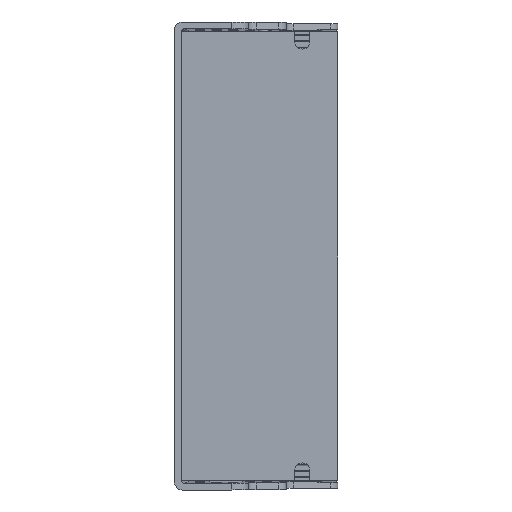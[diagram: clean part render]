
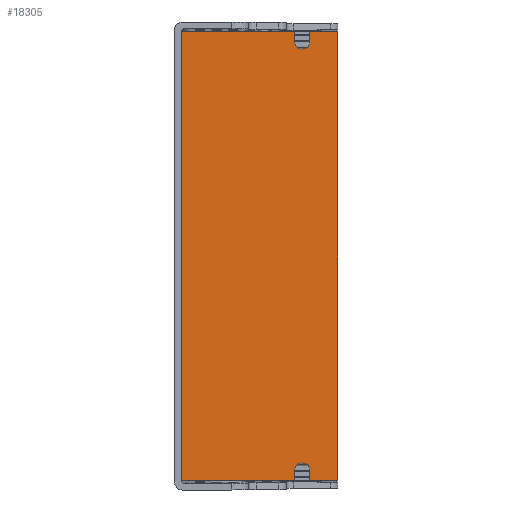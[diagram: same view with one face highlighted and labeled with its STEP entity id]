
A CAD part, left-side view. The second image highlights one B-rep face of the part: STEP entity #18305.
In plain terms, the highlighted planar face has unit normal (-1, 0, 0).
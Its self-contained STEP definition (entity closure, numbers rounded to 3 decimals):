
#63 = CARTESIAN_POINT ( 'NONE',  ( -175.009, -50.451, -118.165 ) ) ;
#269 = CARTESIAN_POINT ( 'NONE',  ( -175.009, -88.701, -115.165 ) ) ;
#1390 = EDGE_CURVE ( 'NONE', #16472, #43012, #37551, .T. ) ;
#1741 = CARTESIAN_POINT ( 'NONE',  ( -175.009, -50.451, 15.835 ) ) ;
#2909 = CARTESIAN_POINT ( 'NONE',  ( -175.009, -88.701, -118.165 ) ) ;
#3528 = VECTOR ( 'NONE', #15506, 1000. ) ;
#4163 = VERTEX_POINT ( 'NONE', #269 ) ;
#5008 = CARTESIAN_POINT ( 'NONE',  ( -175.009, -81.598, -118.165 ) ) ;
#6384 = CARTESIAN_POINT ( 'NONE',  ( -175.009, -81.598, 15.835 ) ) ;
#6745 = CARTESIAN_POINT ( 'NONE',  ( -175.009, -88.701, 12.835 ) ) ;
#7359 = CARTESIAN_POINT ( 'NONE',  ( -175.009, -81.598, 15.835 ) ) ;
#7697 = EDGE_CURVE ( 'NONE', #19194, #58643, #16913, .T. ) ;
#8555 = LINE ( 'NONE', #56876, #35379 ) ;
#8884 = FACE_OUTER_BOUND ( 'NONE', #31041, .T. ) ;
#10068 = CARTESIAN_POINT ( 'NONE',  ( -175.009, -88.701, -122.176 ) ) ;
#10191 = CARTESIAN_POINT ( 'NONE',  ( -175.009, -84.201, -122.176 ) ) ;
#10272 = VECTOR ( 'NONE', #24960, 1000. ) ;
#11061 = CARTESIAN_POINT ( 'NONE',  ( -175.009, -84.201, -115.165 ) ) ;
#11206 = AXIS2_PLACEMENT_3D ( 'NONE', #42472, #12289, #47478 ) ;
#11390 = DIRECTION ( 'NONE',  ( 0., 0., 1. ) ) ;
#11413 = CARTESIAN_POINT ( 'NONE',  ( -175.009, -86.451, -112.915 ) ) ;
#11518 = EDGE_CURVE ( 'NONE', #51545, #42738, #38043, .T. ) ;
#11792 = DIRECTION ( 'NONE',  ( 0., 0., -1. ) ) ;
#12289 = DIRECTION ( 'NONE',  ( -1., 0., 0. ) ) ;
#12598 = ORIENTED_EDGE ( 'NONE', *, *, #16297, .T. ) ;
#15506 = DIRECTION ( 'NONE',  ( 0., 0., -1. ) ) ;
#16099 = EDGE_CURVE ( 'NONE', #16938, #24751, #60478, .T. ) ;
#16297 = EDGE_CURVE ( 'NONE', #19342, #16472, #60421, .T. ) ;
#16301 = PLANE ( 'NONE',  #63251 ) ;
#16472 = VERTEX_POINT ( 'NONE', #33353 ) ;
#16913 = LINE ( 'NONE', #10191, #3528 ) ;
#16938 = VERTEX_POINT ( 'NONE', #6745 ) ;
#17291 = ORIENTED_EDGE ( 'NONE', *, *, #1390, .T. ) ;
#18305 = ADVANCED_FACE ( 'NONE', ( #8884 ), #16301, .T. ) ;
#18327 = DIRECTION ( 'NONE',  ( 0., 1., 0. ) ) ;
#19187 = CARTESIAN_POINT ( 'NONE',  ( -175.009, -86.451, -115.165 ) ) ;
#19194 = VERTEX_POINT ( 'NONE', #11061 ) ;
#19342 = VERTEX_POINT ( 'NONE', #43433 ) ;
#20439 = DIRECTION ( 'NONE',  ( 0., 0., 1. ) ) ;
#21091 = VERTEX_POINT ( 'NONE', #26722 ) ;
#22808 = CIRCLE ( 'NONE', #23857, 2.25 ) ;
#23693 = LINE ( 'NONE', #34863, #10272 ) ;
#23857 = AXIS2_PLACEMENT_3D ( 'NONE', #19187, #54363, #24236 ) ;
#23893 = DIRECTION ( 'NONE',  ( -1., 0., 0. ) ) ;
#24015 = EDGE_CURVE ( 'NONE', #57790, #19194, #22808, .T. ) ;
#24236 = DIRECTION ( 'NONE',  ( 0., 0., -1. ) ) ;
#24697 = EDGE_CURVE ( 'NONE', #58643, #43012, #62700, .T. ) ;
#24714 = VECTOR ( 'NONE', #18327, 1000. ) ;
#24751 = VERTEX_POINT ( 'NONE', #35756 ) ;
#24960 = DIRECTION ( 'NONE',  ( 0., 1., 0. ) ) ;
#25340 = ORIENTED_EDGE ( 'NONE', *, *, #16099, .F. ) ;
#26722 = CARTESIAN_POINT ( 'NONE',  ( -175.009, -96.951, 15.835 ) ) ;
#26782 = DIRECTION ( 'NONE',  ( 0., 0., -1. ) ) ;
#27099 = ORIENTED_EDGE ( 'NONE', *, *, #54094, .F. ) ;
#31041 = EDGE_LOOP ( 'NONE', ( #27099, #12598, #17291, #34386, #51347, #58618, #50370, #62068, #49953, #53122, #35177, #25340, #33226 ) ) ;
#31195 = CARTESIAN_POINT ( 'NONE',  ( -175.009, -96.951, 15.835 ) ) ;
#33226 = ORIENTED_EDGE ( 'NONE', *, *, #45692, .F. ) ;
#33353 = CARTESIAN_POINT ( 'NONE',  ( -175.009, -50.451, 15.835 ) ) ;
#33771 = VECTOR ( 'NONE', #20439, 1000. ) ;
#34386 = ORIENTED_EDGE ( 'NONE', *, *, #24697, .F. ) ;
#34863 = CARTESIAN_POINT ( 'NONE',  ( -175.009, -81.598, 15.835 ) ) ;
#35153 = DIRECTION ( 'NONE',  ( 0., 1., 0. ) ) ;
#35177 = ORIENTED_EDGE ( 'NONE', *, *, #40690, .T. ) ;
#35379 = VECTOR ( 'NONE', #26782, 1000. ) ;
#35756 = CARTESIAN_POINT ( 'NONE',  ( -175.009, -88.701, 15.835 ) ) ;
#36220 = DIRECTION ( 'NONE',  ( 0., 0., -1. ) ) ;
#36713 = EDGE_CURVE ( 'NONE', #4163, #57790, #59933, .T. ) ;
#37551 = LINE ( 'NONE', #1741, #64318 ) ;
#37712 = AXIS2_PLACEMENT_3D ( 'NONE', #54039, #23893, #59057 ) ;
#37724 = DIRECTION ( 'NONE',  ( 0., 1., 0. ) ) ;
#38043 = LINE ( 'NONE', #38561, #24714 ) ;
#38561 = CARTESIAN_POINT ( 'NONE',  ( -175.009, -81.598, -118.165 ) ) ;
#40254 = DIRECTION ( 'NONE',  ( 0., 0., 1. ) ) ;
#40690 = EDGE_CURVE ( 'NONE', #21091, #24751, #23693, .T. ) ;
#41584 = DIRECTION ( 'NONE',  ( -1., 0., 0. ) ) ;
#41660 = VECTOR ( 'NONE', #36220, 1000. ) ;
#42472 = CARTESIAN_POINT ( 'NONE',  ( -175.009, -86.451, 12.835 ) ) ;
#42738 = VERTEX_POINT ( 'NONE', #2909 ) ;
#43012 = VERTEX_POINT ( 'NONE', #63 ) ;
#43263 = LINE ( 'NONE', #31195, #41660 ) ;
#43433 = CARTESIAN_POINT ( 'NONE',  ( -175.009, -84.201, 15.835 ) ) ;
#45692 = EDGE_CURVE ( 'NONE', #47932, #16938, #56473, .T. ) ;
#45967 = EDGE_CURVE ( 'NONE', #42738, #4163, #46902, .T. ) ;
#46902 = LINE ( 'NONE', #10068, #60280 ) ;
#47478 = DIRECTION ( 'NONE',  ( 0., 0., 1. ) ) ;
#47932 = VERTEX_POINT ( 'NONE', #64302 ) ;
#48645 = VECTOR ( 'NONE', #37724, 1000. ) ;
#49847 = CARTESIAN_POINT ( 'NONE',  ( -175.009, -84.201, -118.165 ) ) ;
#49953 = ORIENTED_EDGE ( 'NONE', *, *, #11518, .F. ) ;
#50370 = ORIENTED_EDGE ( 'NONE', *, *, #36713, .F. ) ;
#51347 = ORIENTED_EDGE ( 'NONE', *, *, #7697, .F. ) ;
#51545 = VERTEX_POINT ( 'NONE', #54717 ) ;
#53122 = ORIENTED_EDGE ( 'NONE', *, *, #54055, .F. ) ;
#54039 = CARTESIAN_POINT ( 'NONE',  ( -175.009, -86.451, -115.165 ) ) ;
#54055 = EDGE_CURVE ( 'NONE', #21091, #51545, #43263, .T. ) ;
#54094 = EDGE_CURVE ( 'NONE', #19342, #47932, #8555, .T. ) ;
#54363 = DIRECTION ( 'NONE',  ( -1., 0., 0. ) ) ;
#54717 = CARTESIAN_POINT ( 'NONE',  ( -175.009, -96.951, -118.165 ) ) ;
#55388 = CARTESIAN_POINT ( 'NONE',  ( -175.009, -88.701, 19.846 ) ) ;
#56473 = CIRCLE ( 'NONE', #11206, 2.25 ) ;
#56876 = CARTESIAN_POINT ( 'NONE',  ( -175.009, -84.201, 19.846 ) ) ;
#57790 = VERTEX_POINT ( 'NONE', #11413 ) ;
#58618 = ORIENTED_EDGE ( 'NONE', *, *, #24015, .F. ) ;
#58643 = VERTEX_POINT ( 'NONE', #49847 ) ;
#59057 = DIRECTION ( 'NONE',  ( 0., 0., -1. ) ) ;
#59933 = CIRCLE ( 'NONE', #37712, 2.25 ) ;
#60280 = VECTOR ( 'NONE', #40254, 1000. ) ;
#60421 = LINE ( 'NONE', #7359, #48645 ) ;
#60478 = LINE ( 'NONE', #55388, #33771 ) ;
#62068 = ORIENTED_EDGE ( 'NONE', *, *, #45967, .F. ) ;
#62700 = LINE ( 'NONE', #5008, #64307 ) ;
#63251 = AXIS2_PLACEMENT_3D ( 'NONE', #6384, #41584, #11390 ) ;
#64302 = CARTESIAN_POINT ( 'NONE',  ( -175.009, -84.201, 12.835 ) ) ;
#64307 = VECTOR ( 'NONE', #35153, 1000. ) ;
#64318 = VECTOR ( 'NONE', #11792, 1000. ) ;
